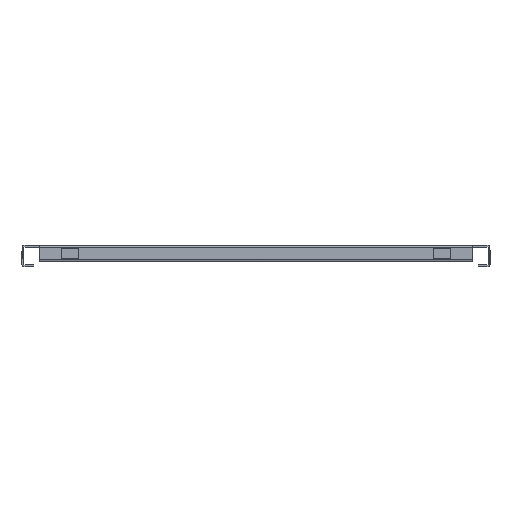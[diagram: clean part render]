
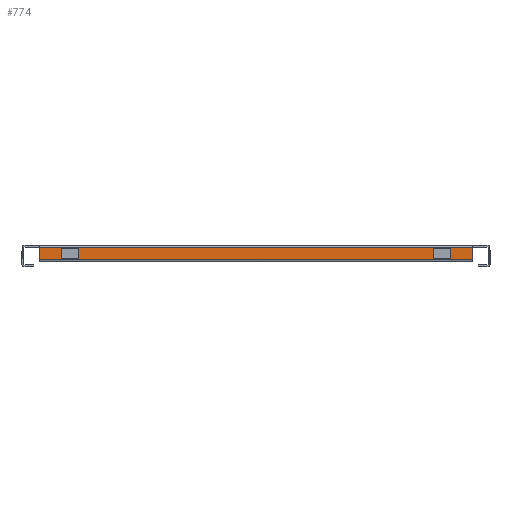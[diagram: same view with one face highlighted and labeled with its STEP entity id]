
A CAD part, left-side view. The second image highlights one B-rep face of the part: STEP entity #774.
In plain terms, the highlighted planar face has unit normal (-1, 0, 0).
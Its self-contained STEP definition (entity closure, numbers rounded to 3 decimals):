
#216 = FACE_BOUND ( 'NONE', #3256, .T. ) ;
#327 = FACE_BOUND ( 'NONE', #2998, .T. ) ;
#329 = FACE_OUTER_BOUND ( 'NONE', #2985, .T. ) ;
#396 = VECTOR ( 'NONE', #2000, 1000. ) ;
#399 = VECTOR ( 'NONE', #1985, 1000. ) ;
#403 = LINE ( 'NONE', #2001, #396 ) ;
#406 = LINE ( 'NONE', #3056, #411 ) ;
#409 = LINE ( 'NONE', #3064, #436 ) ;
#411 = VECTOR ( 'NONE', #3054, 1000. ) ;
#418 = VECTOR ( 'NONE', #3077, 1000. ) ;
#428 = LINE ( 'NONE', #3093, #3359 ) ;
#435 = LINE ( 'NONE', #1991, #399 ) ;
#436 = VECTOR ( 'NONE', #3062, 1000. ) ;
#437 = VECTOR ( 'NONE', #3085, 1000. ) ;
#438 = LINE ( 'NONE', #3083, #437 ) ;
#439 = LINE ( 'NONE', #3068, #418 ) ;
#440 = VECTOR ( 'NONE', #3074, 1000. ) ;
#441 = LINE ( 'NONE', #3076, #440 ) ;
#752 = EDGE_CURVE ( 'NONE', #3430, #3484, #2909, .T. ) ;
#774 = ADVANCED_FACE ( 'NONE', ( #216, #327, #329 ), #2351, .F. ) ;
#941 = EDGE_CURVE ( 'NONE', #3531, #3423, #2457, .T. ) ;
#1011 = DIRECTION ( 'NONE',  ( 0., 0., -1. ) ) ;
#1025 = CARTESIAN_POINT ( 'NONE',  ( -742.51, 277., -16. ) ) ;
#1106 = EDGE_CURVE ( 'NONE', #3531, #3430, #1726, .T. ) ;
#1393 = CARTESIAN_POINT ( 'NONE',  ( -742.51, -227.5, -14.5 ) ) ;
#1458 = DIRECTION ( 'NONE',  ( 0., -1., 0. ) ) ;
#1459 = CARTESIAN_POINT ( 'NONE',  ( -742.51, 277., -0.01 ) ) ;
#1532 = CARTESIAN_POINT ( 'NONE',  ( -742.51, 227.5, -14.5 ) ) ;
#1533 = CARTESIAN_POINT ( 'NONE',  ( -742.51, -249.5, -1.5 ) ) ;
#1544 = CARTESIAN_POINT ( 'NONE',  ( -742.51, 227.5, -1.5 ) ) ;
#1712 = VECTOR ( 'NONE', #1011, 1000. ) ;
#1726 = LINE ( 'NONE', #1025, #1712 ) ;
#1840 = CARTESIAN_POINT ( 'NONE',  ( -742.51, -277., -15.99 ) ) ;
#1930 = CARTESIAN_POINT ( 'NONE',  ( -742.51, 249.5, -14.5 ) ) ;
#1936 = CARTESIAN_POINT ( 'NONE',  ( -742.51, 277., -15.99 ) ) ;
#1956 = CARTESIAN_POINT ( 'NONE',  ( -742.51, -227.5, -1.5 ) ) ;
#1960 = CARTESIAN_POINT ( 'NONE',  ( -742.51, -277., -0.01 ) ) ;
#1974 = CARTESIAN_POINT ( 'NONE',  ( -742.51, -249.5, -14.5 ) ) ;
#1985 = DIRECTION ( 'NONE',  ( 0., 0., 1. ) ) ;
#1991 = CARTESIAN_POINT ( 'NONE',  ( -742.51, -249.5, -14.5 ) ) ;
#2000 = DIRECTION ( 'NONE',  ( 0., 0., 1. ) ) ;
#2001 = CARTESIAN_POINT ( 'NONE',  ( -742.51, 227.5, -14.5 ) ) ;
#2124 = CARTESIAN_POINT ( 'NONE',  ( -742.51, 249.5, -1.5 ) ) ;
#2217 = DIRECTION ( 'NONE',  ( 0., -1., 0. ) ) ;
#2280 = CARTESIAN_POINT ( 'NONE',  ( -742.51, 277., -15.99 ) ) ;
#2315 = VERTEX_POINT ( 'NONE', #1533 ) ;
#2318 = VERTEX_POINT ( 'NONE', #1544 ) ;
#2331 = VERTEX_POINT ( 'NONE', #1532 ) ;
#2349 = DIRECTION ( 'NONE',  ( 0., 0., -1. ) ) ;
#2350 = DIRECTION ( 'NONE',  ( 1., 0., 0. ) ) ;
#2351 = PLANE ( 'NONE',  #2800 ) ;
#2359 = VERTEX_POINT ( 'NONE', #1393 ) ;
#2361 = CARTESIAN_POINT ( 'NONE',  ( -742.51, 277., 0. ) ) ;
#2449 = VECTOR ( 'NONE', #1458, 1000. ) ;
#2457 = LINE ( 'NONE', #1459, #2449 ) ;
#2632 = CARTESIAN_POINT ( 'NONE',  ( -742.51, -277., 0. ) ) ;
#2635 = DIRECTION ( 'NONE',  ( 0., 0., 1. ) ) ;
#2649 = ORIENTED_EDGE ( 'NONE', *, *, #3554, .F. ) ;
#2662 = ORIENTED_EDGE ( 'NONE', *, *, #752, .T. ) ;
#2667 = ORIENTED_EDGE ( 'NONE', *, *, #3551, .F. ) ;
#2669 = ORIENTED_EDGE ( 'NONE', *, *, #1106, .T. ) ;
#2697 = ORIENTED_EDGE ( 'NONE', *, *, #3396, .F. ) ;
#2721 = ORIENTED_EDGE ( 'NONE', *, *, #3576, .T. ) ;
#2752 = ORIENTED_EDGE ( 'NONE', *, *, #3390, .F. ) ;
#2764 = ORIENTED_EDGE ( 'NONE', *, *, #3550, .F. ) ;
#2768 = ORIENTED_EDGE ( 'NONE', *, *, #3556, .F. ) ;
#2776 = ORIENTED_EDGE ( 'NONE', *, *, #3552, .F. ) ;
#2791 = ORIENTED_EDGE ( 'NONE', *, *, #941, .F. ) ;
#2794 = ORIENTED_EDGE ( 'NONE', *, *, #3553, .F. ) ;
#2800 = AXIS2_PLACEMENT_3D ( 'NONE', #2361, #2350, #2349 ) ;
#2906 = VECTOR ( 'NONE', #2217, 1000. ) ;
#2909 = LINE ( 'NONE', #2280, #2906 ) ;
#2985 = EDGE_LOOP ( 'NONE', ( #2662, #2721, #2791, #2669 ) ) ;
#2998 = EDGE_LOOP ( 'NONE', ( #2776, #2697, #2768, #2649 ) ) ;
#3028 = CARTESIAN_POINT ( 'NONE',  ( -742.51, 277., -0.01 ) ) ;
#3054 = DIRECTION ( 'NONE',  ( 0., 1., 0. ) ) ;
#3056 = CARTESIAN_POINT ( 'NONE',  ( -742.51, 227.5, -1.5 ) ) ;
#3062 = DIRECTION ( 'NONE',  ( 0., 0., -1. ) ) ;
#3064 = CARTESIAN_POINT ( 'NONE',  ( -742.51, 249.5, -14.5 ) ) ;
#3068 = CARTESIAN_POINT ( 'NONE',  ( -742.51, 227.5, -14.5 ) ) ;
#3074 = DIRECTION ( 'NONE',  ( 0., 1., 0. ) ) ;
#3076 = CARTESIAN_POINT ( 'NONE',  ( -742.51, -227.5, -1.5 ) ) ;
#3077 = DIRECTION ( 'NONE',  ( 0., -1., 0. ) ) ;
#3083 = CARTESIAN_POINT ( 'NONE',  ( -742.51, -227.5, -14.5 ) ) ;
#3085 = DIRECTION ( 'NONE',  ( 0., 0., -1. ) ) ;
#3093 = CARTESIAN_POINT ( 'NONE',  ( -742.51, -227.5, -14.5 ) ) ;
#3096 = DIRECTION ( 'NONE',  ( 0., -1., 0. ) ) ;
#3256 = EDGE_LOOP ( 'NONE', ( #2667, #2764, #2752, #2794 ) ) ;
#3309 = LINE ( 'NONE', #2632, #3316 ) ;
#3316 = VECTOR ( 'NONE', #2635, 1000. ) ;
#3359 = VECTOR ( 'NONE', #3096, 1000. ) ;
#3390 = EDGE_CURVE ( 'NONE', #2331, #2318, #403, .T. ) ;
#3396 = EDGE_CURVE ( 'NONE', #3401, #2315, #435, .T. ) ;
#3401 = VERTEX_POINT ( 'NONE', #1974 ) ;
#3423 = VERTEX_POINT ( 'NONE', #1960 ) ;
#3430 = VERTEX_POINT ( 'NONE', #1936 ) ;
#3450 = VERTEX_POINT ( 'NONE', #1956 ) ;
#3477 = VERTEX_POINT ( 'NONE', #1930 ) ;
#3484 = VERTEX_POINT ( 'NONE', #1840 ) ;
#3498 = VERTEX_POINT ( 'NONE', #2124 ) ;
#3531 = VERTEX_POINT ( 'NONE', #3028 ) ;
#3550 = EDGE_CURVE ( 'NONE', #2318, #3498, #406, .T. ) ;
#3551 = EDGE_CURVE ( 'NONE', #3498, #3477, #409, .T. ) ;
#3552 = EDGE_CURVE ( 'NONE', #2315, #3450, #441, .T. ) ;
#3553 = EDGE_CURVE ( 'NONE', #3477, #2331, #439, .T. ) ;
#3554 = EDGE_CURVE ( 'NONE', #3450, #2359, #438, .T. ) ;
#3556 = EDGE_CURVE ( 'NONE', #2359, #3401, #428, .T. ) ;
#3576 = EDGE_CURVE ( 'NONE', #3484, #3423, #3309, .T. ) ;
